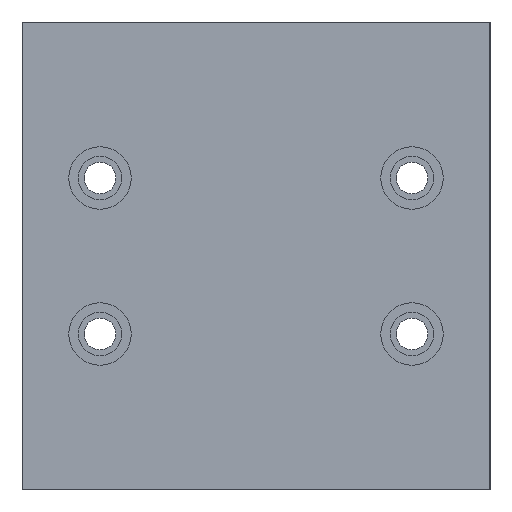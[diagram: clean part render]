
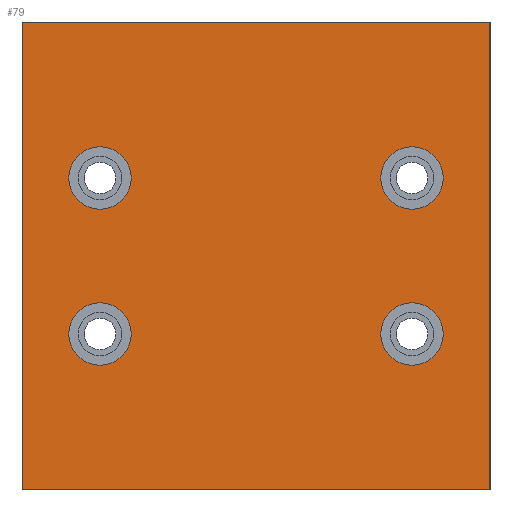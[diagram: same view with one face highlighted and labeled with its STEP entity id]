
A CAD part, left-side view. The second image highlights one B-rep face of the part: STEP entity #79.
In plain terms, the highlighted planar face has unit normal (-1, 0, 0).
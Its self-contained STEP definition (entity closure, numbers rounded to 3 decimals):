
#79 = ADVANCED_FACE( '', ( #176, #177, #178, #179, #180 ), #181, .F. );
#176 = FACE_BOUND( '', #451, .T. );
#177 = FACE_BOUND( '', #452, .T. );
#178 = FACE_BOUND( '', #453, .T. );
#179 = FACE_BOUND( '', #454, .T. );
#180 = FACE_OUTER_BOUND( '', #455, .T. );
#181 = PLANE( '', #456 );
#451 = EDGE_LOOP( '', ( #753 ) );
#452 = EDGE_LOOP( '', ( #754 ) );
#453 = EDGE_LOOP( '', ( #755 ) );
#454 = EDGE_LOOP( '', ( #756 ) );
#455 = EDGE_LOOP( '', ( #757, #758, #759, #760 ) );
#456 = AXIS2_PLACEMENT_3D( '', #761, #762, #763 );
#753 = ORIENTED_EDGE( '', *, *, #1226, .T. );
#754 = ORIENTED_EDGE( '', *, *, #1227, .T. );
#755 = ORIENTED_EDGE( '', *, *, #1228, .T. );
#756 = ORIENTED_EDGE( '', *, *, #1229, .T. );
#757 = ORIENTED_EDGE( '', *, *, #1213, .T. );
#758 = ORIENTED_EDGE( '', *, *, #1225, .F. );
#759 = ORIENTED_EDGE( '', *, *, #1230, .F. );
#760 = ORIENTED_EDGE( '', *, *, #1231, .T. );
#761 = CARTESIAN_POINT( '', ( -100., -75., 75. ) );
#762 = DIRECTION( '', ( 1., 0., 0. ) );
#763 = DIRECTION( '', ( 0., 0., -1. ) );
#1213 = EDGE_CURVE( '', #1356, #1357, #1358, .T. );
#1225 = EDGE_CURVE( '', #1378, #1357, #1380, .T. );
#1226 = EDGE_CURVE( '', #1381, #1381, #1382, .T. );
#1227 = EDGE_CURVE( '', #1383, #1383, #1384, .T. );
#1228 = EDGE_CURVE( '', #1385, #1385, #1386, .T. );
#1229 = EDGE_CURVE( '', #1387, #1387, #1388, .T. );
#1230 = EDGE_CURVE( '', #1389, #1378, #1390, .T. );
#1231 = EDGE_CURVE( '', #1389, #1356, #1391, .T. );
#1356 = VERTEX_POINT( '', #1604 );
#1357 = VERTEX_POINT( '', #1605 );
#1358 = LINE( '', #1606, #1607 );
#1378 = VERTEX_POINT( '', #1631 );
#1380 = LINE( '', #1634, #1635 );
#1381 = VERTEX_POINT( '', #1636 );
#1382 = CIRCLE( '', #1637, 10. );
#1383 = VERTEX_POINT( '', #1638 );
#1384 = CIRCLE( '', #1639, 10. );
#1385 = VERTEX_POINT( '', #1640 );
#1386 = CIRCLE( '', #1641, 10. );
#1387 = VERTEX_POINT( '', #1642 );
#1388 = CIRCLE( '', #1643, 10. );
#1389 = VERTEX_POINT( '', #1644 );
#1390 = LINE( '', #1645, #1646 );
#1391 = LINE( '', #1647, #1648 );
#1604 = CARTESIAN_POINT( '', ( -100., 75., 75. ) );
#1605 = CARTESIAN_POINT( '', ( -100., 75., -75. ) );
#1606 = CARTESIAN_POINT( '', ( -100., 75., 75. ) );
#1607 = VECTOR( '', #1869, 1000. );
#1631 = CARTESIAN_POINT( '', ( -100., -75., -75. ) );
#1634 = CARTESIAN_POINT( '', ( -100., -75., -75. ) );
#1635 = VECTOR( '', #1893, 1000. );
#1636 = CARTESIAN_POINT( '', ( -100., 50., 35. ) );
#1637 = AXIS2_PLACEMENT_3D( '', #1894, #1895, #1896 );
#1638 = CARTESIAN_POINT( '', ( -100., 50., -15. ) );
#1639 = AXIS2_PLACEMENT_3D( '', #1897, #1898, #1899 );
#1640 = CARTESIAN_POINT( '', ( -100., -50., -15. ) );
#1641 = AXIS2_PLACEMENT_3D( '', #1900, #1901, #1902 );
#1642 = CARTESIAN_POINT( '', ( -100., -50., 35. ) );
#1643 = AXIS2_PLACEMENT_3D( '', #1903, #1904, #1905 );
#1644 = CARTESIAN_POINT( '', ( -100., -75., 75. ) );
#1645 = CARTESIAN_POINT( '', ( -100., -75., 75. ) );
#1646 = VECTOR( '', #1906, 1000. );
#1647 = CARTESIAN_POINT( '', ( -100., -75., 75. ) );
#1648 = VECTOR( '', #1907, 1000. );
#1869 = DIRECTION( '', ( 0., 0., -1. ) );
#1893 = DIRECTION( '', ( 0., 1., 0. ) );
#1894 = CARTESIAN_POINT( '', ( -100., 50., 25. ) );
#1895 = DIRECTION( '', ( 1., 0., 0. ) );
#1896 = DIRECTION( '', ( 0., 0., 1. ) );
#1897 = CARTESIAN_POINT( '', ( -100., 50., -25. ) );
#1898 = DIRECTION( '', ( 1., 0., 0. ) );
#1899 = DIRECTION( '', ( 0., 0., 1. ) );
#1900 = CARTESIAN_POINT( '', ( -100., -50., -25. ) );
#1901 = DIRECTION( '', ( 1., 0., 0. ) );
#1902 = DIRECTION( '', ( 0., 0., 1. ) );
#1903 = CARTESIAN_POINT( '', ( -100., -50., 25. ) );
#1904 = DIRECTION( '', ( 1., 0., 0. ) );
#1905 = DIRECTION( '', ( 0., 0., 1. ) );
#1906 = DIRECTION( '', ( 0., 0., -1. ) );
#1907 = DIRECTION( '', ( 0., 1., 0. ) );
